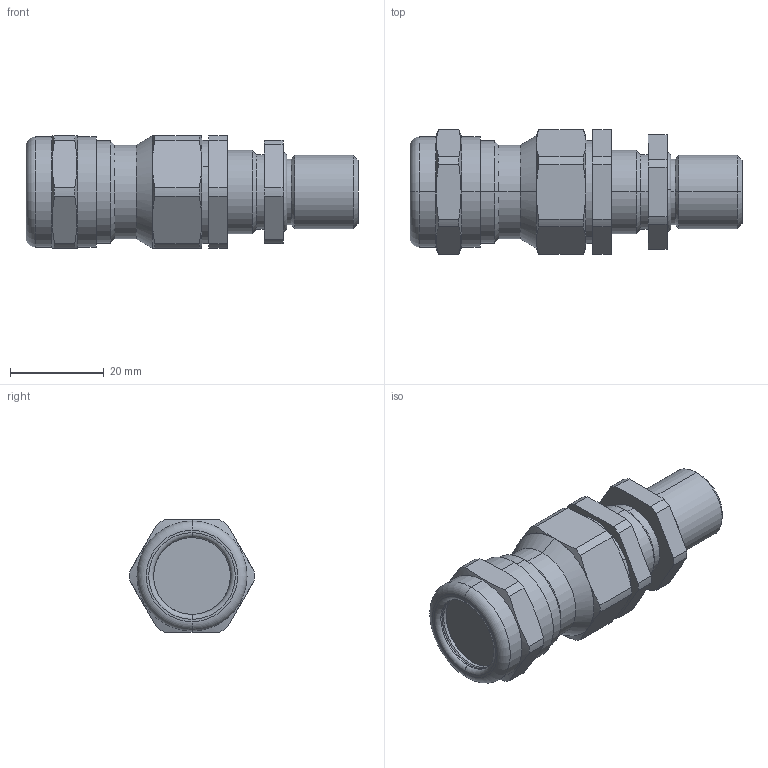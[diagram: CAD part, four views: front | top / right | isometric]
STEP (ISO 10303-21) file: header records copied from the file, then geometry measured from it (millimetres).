
FILE_DESCRIPTION (( 'STEP AP203' ), '1' );
FILE_NAME ('4114179.STEP', '2022-06-22T06:03:08', ( '' ), ( '' ), 'SwSTEP 2.0', 'SolidWorks 2022', '' );
FILE_SCHEMA (( 'CONFIG_CONTROL_DESIGN' ));
Length unit declared in the file: millimetre
Products named in the file (11): D9006500; D9906316; 4114179; D9005500; D1305501; d9219200-PG16; D9906100; D9200098; D1306501; D9906200; D9906000
Assembly tree (10 placements, depth 2):
  4114179
    D9906316
    D9906200
    D9906100
    D9906000
    d9219200-PG16
    D9200098
    D9006500
    D9005500
    D1306501
    D1305501
Bounding box: 70.9 x 26.69 x 24 mm (x, y, z)
Volume: 14576.4 mm3; surface area: 16608 mm2
Topology: 10 solids, 10 shells, 270 faces, 582 edges, 348 vertices
Faces by surface type: cylinder 92, cone 80, plane 72, torus 26
Entity records: 8681 total; most frequent: CARTESIAN_POINT 1461, DIRECTION 1414, ORIENTED_EDGE 1164, AXIS2_PLACEMENT_3D 597, EDGE_CURVE 582, VERTEX_POINT 348, CIRCLE 314, EDGE_LOOP 302
